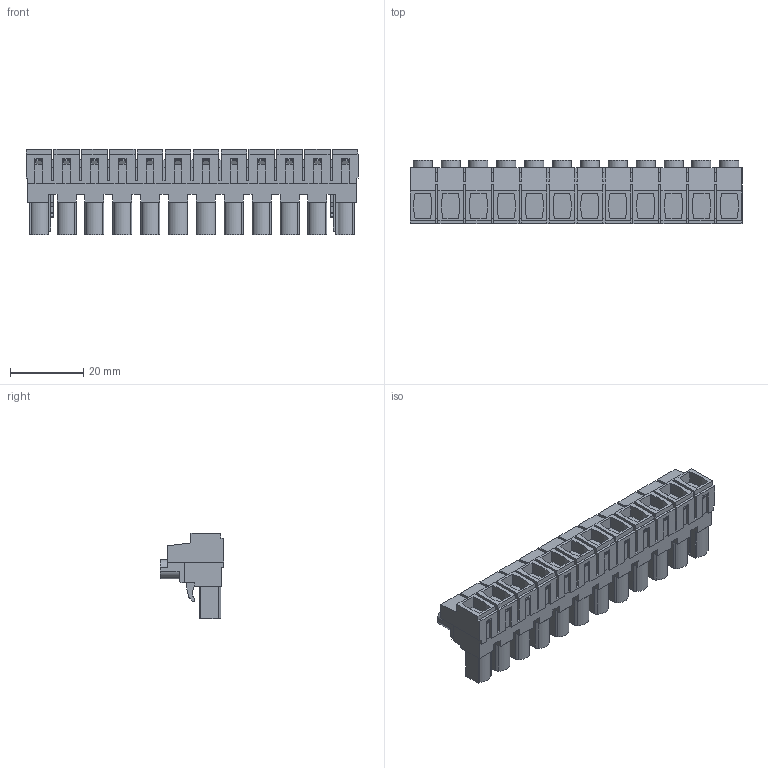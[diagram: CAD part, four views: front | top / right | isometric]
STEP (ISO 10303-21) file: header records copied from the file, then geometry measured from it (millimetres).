
FILE_DESCRIPTION(('CATIA V5 STEP Exchange','CAx-IF Rec.Pracs.--- Model Styling and Organization---1.4--- 2014-01-23'),'2;1');
FILE_NAME ('D1461099_1', '2022-06-27T12:13:59+00:00', ('none'), ('Weidmueller'), 'CATIA Version 5-6 Release 2016 SP3 HF44', 'CATIA V5 STEP AP214', 'none');
FILE_SCHEMA(('AUTOMOTIVE_DESIGN { 1 0 10303 214 1 1 1 1 }'));
Length unit declared in the file: millimetre
Products named in the file (1): 1980580000
Bounding box: 90.76 x 17.25 x 23.25 mm (x, y, z)
Volume: 16711.5 mm3; surface area: 12811.7 mm2
Topology: 13 solids, 13 shells, 1166 faces, 3235 edges, 2155 vertices
Faces by surface type: plane 982, cylinder 176, extrusion 8
Entity records: 34573 total; most frequent: CARTESIAN_POINT 6634, ORIENTED_EDGE 6470, DIRECTION 4566, EDGE_CURVE 3235, VECTOR 2827, LINE 2819, VERTEX_POINT 2155, EDGE_LOOP 1226
